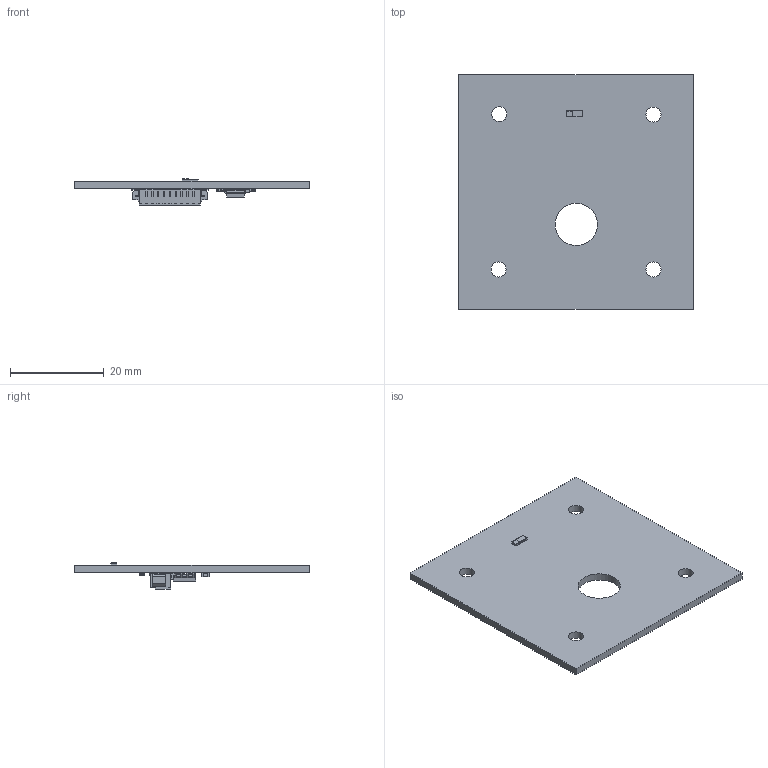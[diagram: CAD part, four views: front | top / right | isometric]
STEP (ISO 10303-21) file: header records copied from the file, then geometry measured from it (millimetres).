
FILE_DESCRIPTION(('KiCad electronic assembly'),'2;1');
FILE_NAME('pq-pl1-top.step','2024-01-09T10:42:47',('Pcbnew'),('Kicad'), 'Open CASCADE STEP processor 7.5','KiCad to STEP converter','Unknown' );
FILE_SCHEMA(('AUTOMOTIVE_DESIGN { 1 0 10303 214 1 1 1 1 }'));
Length unit declared in the file: millimetre
Products named in the file (12): pq-pl1-top 1; SLCD-61N8; Molex_PicoBlade_53261-0971_1x09-1MP_P1.25mm_Horizontal; Molex_53261_0971; R_0805_2012Metric; TCN75AVOA713; ASSEMBLY; C_0603_1608Metric; PQ1_TopBoard PCB
Assembly tree (16 placements, depth 3):
  pq-pl1-top 1
    SLCD-61N8
      SLCD-61N8
    Molex_PicoBlade_53261-0971_1x09-1MP_P1.25mm_Horizontal
      Molex_53261_0971
    R_0805_2012Metric  x6
      R_0805_2012Metric
    TCN75AVOA713
      ASSEMBLY
    C_0603_1608Metric
      C_0603_1608Metric
    PQ1_TopBoard PCB
Bounding box: 50 x 50 x 5.54 mm (x, y, z)
Volume: 3994.5 mm3; surface area: 5778.8 mm2
Topology: 22 solids, 22 shells, 667 faces, 1718 edges, 1118 vertices
Faces by surface type: plane 554, cylinder 113
Full cylindrical faces by diameter (mm): 0.481 x1, 3.2 x4, 9 x1
Entity records: 37295 total; most frequent: CARTESIAN_POINT 6198, DIRECTION 5284, LINE 3836, VECTOR 3836, ORIENTED_EDGE 2756, PCURVE 2756, DEFINITIONAL_REPRESENTATION 2756, EDGE_CURVE 1378
